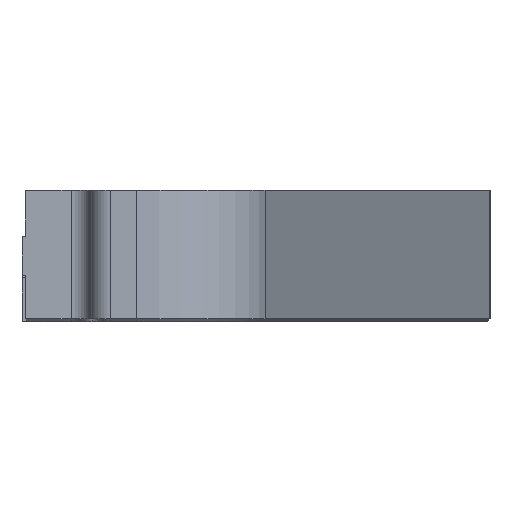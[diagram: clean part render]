
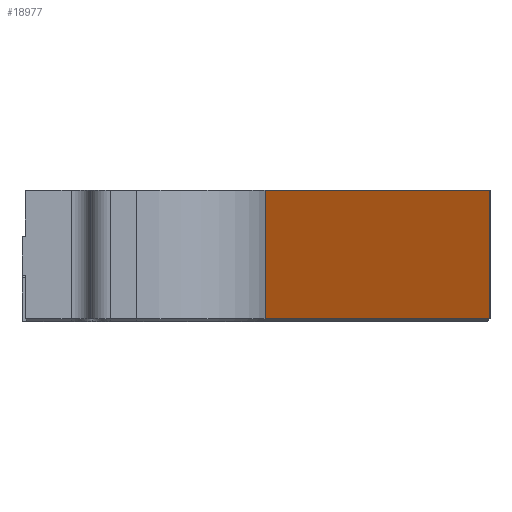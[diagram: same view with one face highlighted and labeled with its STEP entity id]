
A CAD part, front view. The second image highlights one B-rep face of the part: STEP entity #18977.
In plain terms, the highlighted planar face has unit normal (0.978, -0.208, 0).
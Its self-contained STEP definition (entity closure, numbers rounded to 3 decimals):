
#522=PLANE('',#19947);
#1386=FACE_OUTER_BOUND('',#2446,.T.);
#2446=EDGE_LOOP('',(#14170,#14171,#14172,#14173));
#4337=LINE('',#27775,#6855);
#4364=LINE('',#27837,#6882);
#4365=LINE('',#27841,#6883);
#4366=LINE('',#27842,#6884);
#6855=VECTOR('',#22004,10.);
#6882=VECTOR('',#22067,10.);
#6883=VECTOR('',#22072,10.);
#6884=VECTOR('',#22073,10.);
#9375=VERTEX_POINT('',#27769);
#9376=VERTEX_POINT('',#27773);
#9393=VERTEX_POINT('',#27836);
#9394=VERTEX_POINT('',#27840);
#11242=EDGE_CURVE('',#9375,#9376,#4337,.T.);
#11273=EDGE_CURVE('',#9376,#9393,#4364,.T.);
#11275=EDGE_CURVE('',#9394,#9375,#4365,.T.);
#11276=EDGE_CURVE('',#9393,#9394,#4366,.T.);
#14170=ORIENTED_EDGE('',*,*,#11242,.F.);
#14171=ORIENTED_EDGE('',*,*,#11275,.F.);
#14172=ORIENTED_EDGE('',*,*,#11276,.F.);
#14173=ORIENTED_EDGE('',*,*,#11273,.F.);
#18977=ADVANCED_FACE('',(#1386),#522,.T.);
#19947=AXIS2_PLACEMENT_3D('',#27839,#22070,#22071);
#22004=DIRECTION('',(-0.208,-0.978,0.));
#22067=DIRECTION('',(0.,0.,1.));
#22070=DIRECTION('center_axis',(0.978,-0.208,0.));
#22071=DIRECTION('ref_axis',(0.208,0.978,0.));
#22072=DIRECTION('',(0.,0.,-1.));
#22073=DIRECTION('',(0.208,0.978,0.));
#27769=CARTESIAN_POINT('',(60.721,-18.455,-109.6));
#27773=CARTESIAN_POINT('',(26.563,-179.158,-109.6));
#27775=CARTESIAN_POINT('',(34.351,-142.517,-109.6));
#27836=CARTESIAN_POINT('',(26.563,-179.158,-90.));
#27837=CARTESIAN_POINT('',(26.563,-179.158,-100.));
#27839=CARTESIAN_POINT('Origin',(26.563,-179.158,-100.));
#27840=CARTESIAN_POINT('',(60.721,-18.455,-90.));
#27841=CARTESIAN_POINT('',(60.721,-18.455,-100.));
#27842=CARTESIAN_POINT('',(26.563,-179.158,-90.));
